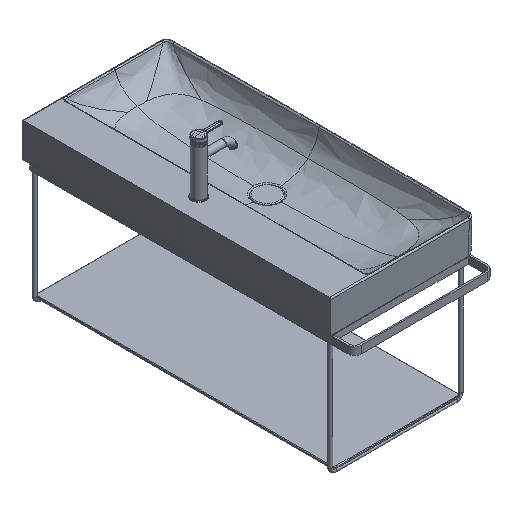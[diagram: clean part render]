
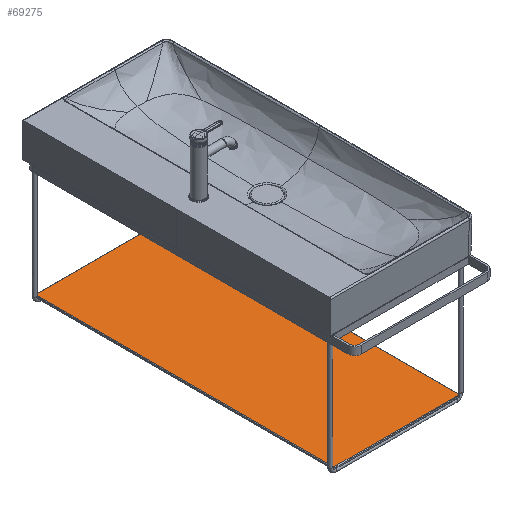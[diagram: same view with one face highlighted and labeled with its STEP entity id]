
A CAD part, isometric view. The second image highlights one B-rep face of the part: STEP entity #69275.
In plain terms, the highlighted planar face has unit normal (0, 0, 1).
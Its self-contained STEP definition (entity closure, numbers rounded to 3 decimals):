
#68861=CARTESIAN_POINT('',(546.405,12.181,8.0));
#68862=VERTEX_POINT('',#68861);
#68969=CARTESIAN_POINT('',(-419.095,-393.319,8.0));
#68970=VERTEX_POINT('',#68969);
#69023=CARTESIAN_POINT('',(546.405,-393.319,8.0));
#69024=VERTEX_POINT('',#69023);
#69083=CARTESIAN_POINT('',(546.405,12.181,8.0));
#69084=DIRECTION('',(0.0,-1.0,0.0));
#69085=VECTOR('',#69084,405.5);
#69086=LINE('',#69083,#69085);
#69087=EDGE_CURVE('',#68862,#69024,#69086,.T.);
#69105=CARTESIAN_POINT('',(546.405,-393.319,8.0));
#69106=DIRECTION('',(-1.0,0.0,0.0));
#69107=VECTOR('',#69106,965.5);
#69108=LINE('',#69105,#69107);
#69109=EDGE_CURVE('',#69024,#68970,#69108,.T.);
#69128=CARTESIAN_POINT('',(-419.095,12.181,8.0));
#69129=VERTEX_POINT('',#69128);
#69130=CARTESIAN_POINT('',(-419.095,-393.319,8.0));
#69131=DIRECTION('',(0.0,1.0,0.0));
#69132=VECTOR('',#69131,405.5);
#69133=LINE('',#69130,#69132);
#69134=EDGE_CURVE('',#68970,#69129,#69133,.T.);
#69172=CARTESIAN_POINT('',(-419.095,12.181,8.0));
#69173=DIRECTION('',(1.0,0.0,0.0));
#69174=VECTOR('',#69173,965.5);
#69175=LINE('',#69172,#69174);
#69176=EDGE_CURVE('',#69129,#68862,#69175,.T.);
#69264=CARTESIAN_POINT('',(63.655,-190.569,8.0));
#69265=DIRECTION('',(0.0,0.0,1.0));
#69266=DIRECTION('',(1.0,0.0,0.0));
#69267=AXIS2_PLACEMENT_3D('',#69264,#69265,#69266);
#69268=PLANE('',#69267);
#69269=ORIENTED_EDGE('',*,*,#69087,.F.);
#69270=ORIENTED_EDGE('',*,*,#69176,.F.);
#69271=ORIENTED_EDGE('',*,*,#69134,.F.);
#69272=ORIENTED_EDGE('',*,*,#69109,.F.);
#69273=EDGE_LOOP('',(#69269,#69270,#69271,#69272));
#69274=FACE_OUTER_BOUND('',#69273,.T.);
#69275=ADVANCED_FACE('',(#69274),#69268,.T.);
